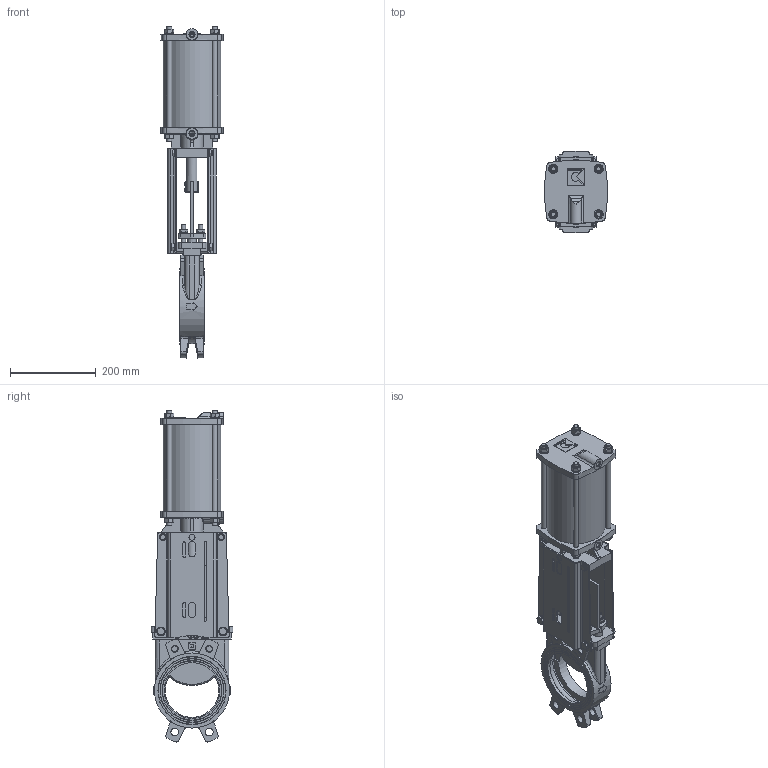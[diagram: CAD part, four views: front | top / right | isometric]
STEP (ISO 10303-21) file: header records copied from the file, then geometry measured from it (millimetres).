
FILE_DESCRIPTION(/* description */ (''),/* implementation_level */ '2;1');
FILE_NAME(/* name */ 'WGP25N-DN125_105860.step',/* time_stamp */ '2025-06-27T15:50:42+02:00',/* author */ (''),/* organization */ (''),/* preprocessor_version */ 'ST-DEVELOPER v20.1',/* originating_system */ 'Autodesk Translation Framework v14.10.0.0',/* authorisation */ '');
FILE_SCHEMA (('AUTOMOTIVE_DESIGN { 1 0 10303 214 3 1 1 }'));
Length unit declared in the file: millimetre
Products named in the file (22): WGP25N-DN125_105860; WGS-BO-GG-SOF-125-K; WGS-KN-XXX-125; WGS-GL-GG-125; WGS-PL-PD-AL-125-K; DIN 835  (Regelgewinde) M10 x 40; DIN 934  (Regelgewinde) - ersetzt durch DIN EN 24 032 M10; WGS-BR-CS-B-125; WGS-BR-CS-F-125; DIN 931-1  (Regelgewinde) - ersetzt durch DIN EN 24 014 M10 x 15; DIN 125-1  B B 10.5; DIN 125-1  B B 8.4; DIN 934  (Regelgewinde) - ersetzt durch DIN EN 24 032 M8; DIN 931-1  (Regelgewinde) - ersetzt durch DIN EN 24 014 M8 x 90; WGS-ST-PD-125; WGS-ZY-AL-125-125; WGS-CO-PD-AL-125-150-2-K; DIN 931-1  (Regelgewinde) - ersetzt durch DIN EN 24 014 M6 x 30; DIN 934  (Regelgewinde) - ersetzt durch DIN EN 24 032 M6; DIN 934  (Regelgewinde) - ersetzt durch DIN EN 24 032 M12; DIN 127 - zurückgezogen A 12; WGS-ZB-ST-125
Assembly tree (61 placements, depth 2):
  WGP25N-DN125_105860
    WGS-BO-GG-SOF-125-K
    WGS-KN-XXX-125
    WGS-GL-GG-125
    WGS-PL-PD-AL-125-K
    DIN 835  (Regelgewinde) M10 x 40  x4
    DIN 125-1  B B 10.5  x8
    DIN 934  (Regelgewinde) - ersetzt durch DIN EN 24 032 M10  x4
    WGS-BR-CS-B-125
    WGS-BR-CS-F-125
    DIN 931-1  (Regelgewinde) - ersetzt durch DIN EN 24 014 M10 x 15  x4
    DIN 125-1  B B 8.4  x4
    DIN 934  (Regelgewinde) - ersetzt durch DIN EN 24 032 M8  x2
    DIN 931-1  (Regelgewinde) - ersetzt durch DIN EN 24 014 M8 x 90  x2
    WGS-ST-PD-125
    WGS-ZY-AL-125-125
    WGS-CO-PD-AL-125-150-2-K
    DIN 931-1  (Regelgewinde) - ersetzt durch DIN EN 24 014 M6 x 30  x2
    DIN 934  (Regelgewinde) - ersetzt durch DIN EN 24 032 M6  x2
    DIN 934  (Regelgewinde) - ersetzt durch DIN EN 24 032 M12  x8
    DIN 127 - zurückgezogen A 12  x8
    WGS-ZB-ST-125  x4
Bounding box: 145.89 x 191 x 774.03 mm (x, y, z)
Volume: 3460138.8 mm3; surface area: 972538.1 mm2
Topology: 61 solids, 61 shells, 1605 faces, 3968 edges, 2567 vertices
Faces by surface type: plane 836, cylinder 377, cone 203, bspline 151, torus 34, sphere 4
Full cylindrical faces by diameter (mm): 3.242 x3, 4.917 x2, 6 x2, 6.2 x4, 6.25 x2, 6.647 x2, 8 x2, 8.25 x2, 8.376 x12, 8.4 x4, 8.5 x6, 8.9 x2, 10 x8, 10.106 x8, 10.5 x12, 11.445 x2, 11.6 x2, 12 x4, 13 x8, 13.835 x4, 14 x1, 15.6 x4, 16 x4, 16.2 x1, 18 x5, 20 x8, 25 x1, 30 x1, 35 x1, 52.5 x1
Entity records: 40972 total; most frequent: CARTESIAN_POINT 10958, ORIENTED_EDGE 6284, DIRECTION 5686, EDGE_CURVE 3142, VERTEX_POINT 2055, AXIS2_PLACEMENT_3D 1911, LINE 1864, VECTOR 1864
